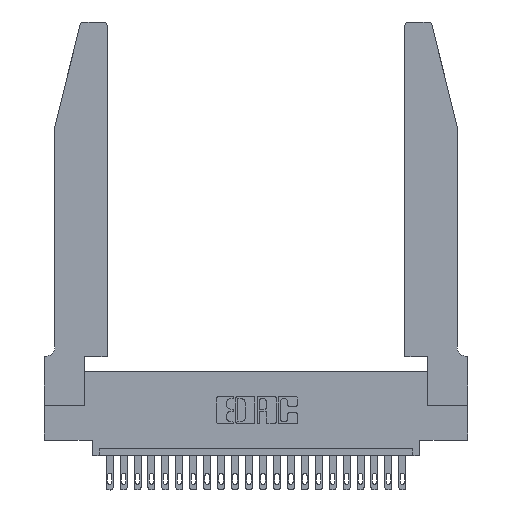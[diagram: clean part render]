
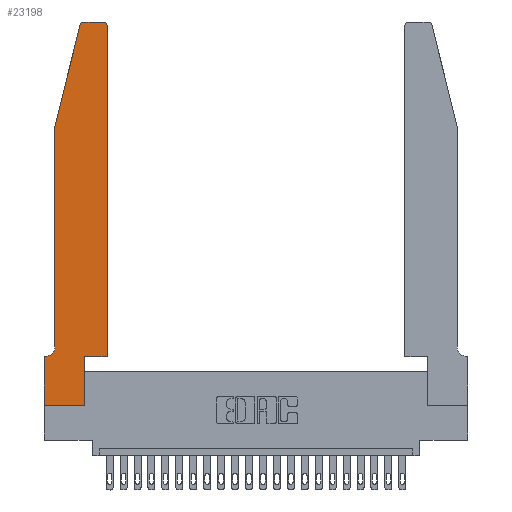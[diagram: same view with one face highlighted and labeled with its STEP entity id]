
A CAD part, top view. The second image highlights one B-rep face of the part: STEP entity #23198.
In plain terms, the highlighted planar face has unit normal (0, 0, 1).
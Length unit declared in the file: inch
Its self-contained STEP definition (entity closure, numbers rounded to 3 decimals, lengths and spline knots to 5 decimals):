
#314 = CIRCLE ( 'NONE', #15178, 0.03 ) ;
#324 = EDGE_CURVE ( 'NONE', #10876, #14095, #17382, .T. ) ;
#700 = CARTESIAN_POINT ( 'NONE',  ( 0.0755, 2., 0.37 ) ) ;
#1071 = EDGE_CURVE ( 'NONE', #16607, #22113, #19965, .T. ) ;
#1251 = CARTESIAN_POINT ( 'NONE',  ( 0.2865, 0.35, 0.37 ) ) ;
#1366 = VECTOR ( 'NONE', #13285, 39.37008 ) ;
#1615 = EDGE_CURVE ( 'NONE', #12393, #15036, #8605, .T. ) ;
#1621 = ORIENTED_EDGE ( 'NONE', *, *, #5514, .T. ) ;
#1632 = CARTESIAN_POINT ( 'NONE',  ( 0.0055, 0.42, 0.37 ) ) ;
#1701 = CARTESIAN_POINT ( 'NONE',  ( 0., 0.35, 0.37 ) ) ;
#2204 = VECTOR ( 'NONE', #14008, 39.37008 ) ;
#2588 = VERTEX_POINT ( 'NONE', #19564 ) ;
#2976 = DIRECTION ( 'NONE',  ( 0., 0., 1. ) ) ;
#3326 = EDGE_CURVE ( 'NONE', #14095, #16607, #14674, .T. ) ;
#3539 = AXIS2_PLACEMENT_3D ( 'NONE', #1701, #14738, #3547 ) ;
#3547 = DIRECTION ( 'NONE',  ( 1., 0., 0. ) ) ;
#3606 = ORIENTED_EDGE ( 'NONE', *, *, #7280, .T. ) ;
#3701 = LINE ( 'NONE', #13661, #16582 ) ;
#3782 = VERTEX_POINT ( 'NONE', #15147 ) ;
#4173 = CARTESIAN_POINT ( 'NONE',  ( 0.2605, 2.75, 0.37 ) ) ;
#4567 = LINE ( 'NONE', #21251, #14507 ) ;
#5152 = CARTESIAN_POINT ( 'NONE',  ( 0.0755, 2., 0.37 ) ) ;
#5479 = VERTEX_POINT ( 'NONE', #17519 ) ;
#5514 = EDGE_CURVE ( 'NONE', #9415, #2588, #19811, .T. ) ;
#5571 = DIRECTION ( 'NONE',  ( 0., -1., 0. ) ) ;
#5639 = DIRECTION ( 'NONE',  ( 0., 0., 1. ) ) ;
#5791 = EDGE_LOOP ( 'NONE', ( #18533, #12775, #17133, #17495, #7038, #15212, #14588, #3606, #11679, #22503, #23206, #1621 ) ) ;
#6080 = DIRECTION ( 'NONE',  ( 0., 1., 0. ) ) ;
#6176 = DIRECTION ( 'NONE',  ( -1., 0., 0. ) ) ;
#6499 = AXIS2_PLACEMENT_3D ( 'NONE', #8091, #5639, #18194 ) ;
#6563 = VECTOR ( 'NONE', #5571, 39.37008 ) ;
#6650 = EDGE_CURVE ( 'NONE', #2588, #5479, #19746, .T. ) ;
#7038 = ORIENTED_EDGE ( 'NONE', *, *, #324, .T. ) ;
#7249 = EDGE_CURVE ( 'NONE', #3782, #9736, #4567, .T. ) ;
#7280 = EDGE_CURVE ( 'NONE', #22113, #11494, #13921, .T. ) ;
#7393 = DIRECTION ( 'NONE',  ( 0., 0., -1. ) ) ;
#7898 = DIRECTION ( 'NONE',  ( -1., 0., 0. ) ) ;
#7922 = DIRECTION ( 'NONE',  ( 0., -1., 0. ) ) ;
#8091 = CARTESIAN_POINT ( 'NONE',  ( 0.4205, 2.72, 0.37 ) ) ;
#8605 = LINE ( 'NONE', #18766, #1366 ) ;
#8785 = VECTOR ( 'NONE', #6176, 39.37008 ) ;
#8845 = VECTOR ( 'NONE', #7922, 39.37008 ) ;
#9095 = DIRECTION ( 'NONE',  ( 1., 0., 0. ) ) ;
#9415 = VERTEX_POINT ( 'NONE', #15317 ) ;
#9736 = VERTEX_POINT ( 'NONE', #5152 ) ;
#10494 = AXIS2_PLACEMENT_3D ( 'NONE', #1632, #7393, #12781 ) ;
#10876 = VERTEX_POINT ( 'NONE', #20718 ) ;
#11417 = EDGE_CURVE ( 'NONE', #5479, #3782, #314, .T. ) ;
#11439 = CARTESIAN_POINT ( 'NONE',  ( 0., 0., 0.37 ) ) ;
#11494 = VERTEX_POINT ( 'NONE', #15978 ) ;
#11679 = ORIENTED_EDGE ( 'NONE', *, *, #14791, .T. ) ;
#12393 = VERTEX_POINT ( 'NONE', #1251 ) ;
#12403 = CARTESIAN_POINT ( 'NONE',  ( 0.284, 2.72, 0.37 ) ) ;
#12775 = ORIENTED_EDGE ( 'NONE', *, *, #11417, .T. ) ;
#12781 = DIRECTION ( 'NONE',  ( -1., 0., 0. ) ) ;
#13285 = DIRECTION ( 'NONE',  ( 1., 0., 0. ) ) ;
#13661 = CARTESIAN_POINT ( 'NONE',  ( 0.2865, 0.35, 0.37 ) ) ;
#13921 = LINE ( 'NONE', #16312, #22604 ) ;
#14008 = DIRECTION ( 'NONE',  ( 0., 1., 0. ) ) ;
#14095 = VERTEX_POINT ( 'NONE', #20176 ) ;
#14507 = VECTOR ( 'NONE', #19520, 39.37008 ) ;
#14588 = ORIENTED_EDGE ( 'NONE', *, *, #1071, .T. ) ;
#14674 = LINE ( 'NONE', #17328, #8785 ) ;
#14738 = DIRECTION ( 'NONE',  ( 0., 0., 1. ) ) ;
#14791 = EDGE_CURVE ( 'NONE', #11494, #12393, #3701, .T. ) ;
#15036 = VERTEX_POINT ( 'NONE', #23062 ) ;
#15147 = CARTESIAN_POINT ( 'NONE',  ( 0.25487, 2.72718, 0.37 ) ) ;
#15178 = AXIS2_PLACEMENT_3D ( 'NONE', #12403, #2976, #19718 ) ;
#15212 = ORIENTED_EDGE ( 'NONE', *, *, #3326, .T. ) ;
#15317 = CARTESIAN_POINT ( 'NONE',  ( 0.4505, 2.72, 0.37 ) ) ;
#15936 = CARTESIAN_POINT ( 'NONE',  ( 0.4505, 0.35, 0.37 ) ) ;
#15978 = CARTESIAN_POINT ( 'NONE',  ( 0.2865, 0., 0.37 ) ) ;
#16312 = CARTESIAN_POINT ( 'NONE',  ( 0., 0., 0.37 ) ) ;
#16522 = EDGE_CURVE ( 'NONE', #15036, #9415, #20523, .T. ) ;
#16582 = VECTOR ( 'NONE', #6080, 39.37008 ) ;
#16607 = VERTEX_POINT ( 'NONE', #22487 ) ;
#16881 = EDGE_CURVE ( 'NONE', #9736, #10876, #17029, .T. ) ;
#17029 = LINE ( 'NONE', #700, #8845 ) ;
#17133 = ORIENTED_EDGE ( 'NONE', *, *, #7249, .T. ) ;
#17328 = CARTESIAN_POINT ( 'NONE',  ( 0.0755, 0.35, 0.37 ) ) ;
#17382 = CIRCLE ( 'NONE', #10494, 0.07 ) ;
#17414 = VECTOR ( 'NONE', #7898, 39.37008 ) ;
#17495 = ORIENTED_EDGE ( 'NONE', *, *, #16881, .T. ) ;
#17519 = CARTESIAN_POINT ( 'NONE',  ( 0.284, 2.75, 0.37 ) ) ;
#17705 = CARTESIAN_POINT ( 'NONE',  ( 0., 0., 0.37 ) ) ;
#18194 = DIRECTION ( 'NONE',  ( 1., 0., 0. ) ) ;
#18533 = ORIENTED_EDGE ( 'NONE', *, *, #6650, .T. ) ;
#18766 = CARTESIAN_POINT ( 'NONE',  ( 0.4505, 0.35, 0.37 ) ) ;
#19520 = DIRECTION ( 'NONE',  ( -0.239, -0.971, 0. ) ) ;
#19564 = CARTESIAN_POINT ( 'NONE',  ( 0.4205, 2.75, 0.37 ) ) ;
#19718 = DIRECTION ( 'NONE',  ( 1., 0., 0. ) ) ;
#19746 = LINE ( 'NONE', #4173, #17414 ) ;
#19811 = CIRCLE ( 'NONE', #6499, 0.03 ) ;
#19965 = LINE ( 'NONE', #11439, #6563 ) ;
#20176 = CARTESIAN_POINT ( 'NONE',  ( 0.0055, 0.35, 0.37 ) ) ;
#20512 = FACE_OUTER_BOUND ( 'NONE', #5791, .T. ) ;
#20523 = LINE ( 'NONE', #15936, #2204 ) ;
#20718 = CARTESIAN_POINT ( 'NONE',  ( 0.0755, 0.42, 0.37 ) ) ;
#21251 = CARTESIAN_POINT ( 'NONE',  ( 0.0755, 2., 0.37 ) ) ;
#22113 = VERTEX_POINT ( 'NONE', #17705 ) ;
#22487 = CARTESIAN_POINT ( 'NONE',  ( 0., 0.35, 0.37 ) ) ;
#22503 = ORIENTED_EDGE ( 'NONE', *, *, #1615, .T. ) ;
#22604 = VECTOR ( 'NONE', #9095, 39.37008 ) ;
#23062 = CARTESIAN_POINT ( 'NONE',  ( 0.4505, 0.35, 0.37 ) ) ;
#23198 = ADVANCED_FACE ( 'NONE', ( #20512 ), #23949, .T. ) ;
#23206 = ORIENTED_EDGE ( 'NONE', *, *, #16522, .T. ) ;
#23949 = PLANE ( 'NONE',  #3539 ) ;
